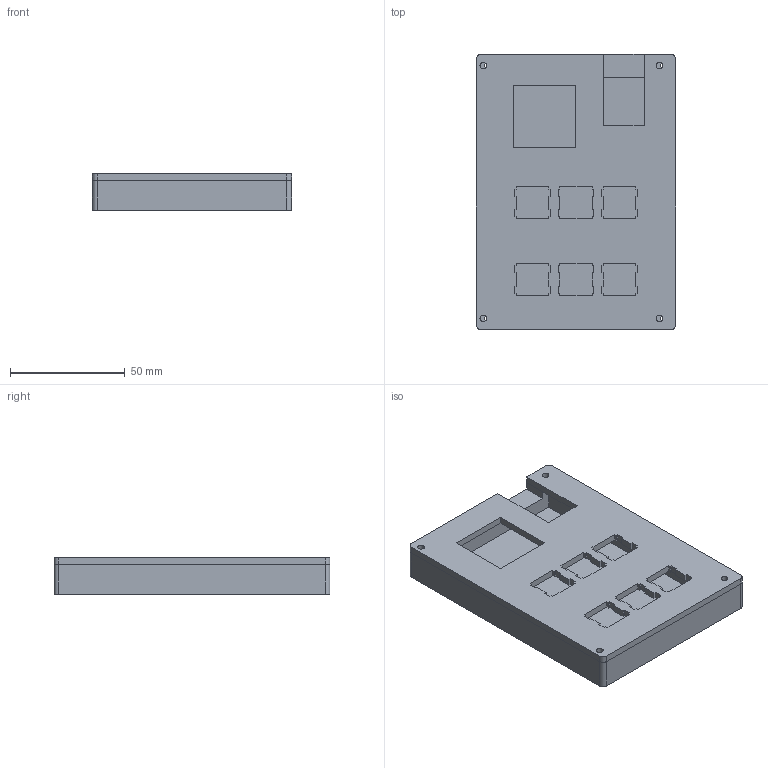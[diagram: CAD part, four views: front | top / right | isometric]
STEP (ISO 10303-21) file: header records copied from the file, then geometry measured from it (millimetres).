
FILE_DESCRIPTION(/* description */ ('STEP AP242','CAx-IF Rec.Pracs.---Representation and Presentation of Product Manufacturing Information (PMI)---4.0---2014-10-13','CAx-IF Rec.Pracs.---3D Tessellated Geometry---0.4---2014-09-14','2;1'),/* implementation_level */ '2;1');
FILE_NAME(/* name */ '6715b0fd4f787e7194e16b86',/* time_stamp */ '2024-10-21T01:40:16Z',/* author */ (''),/* organization */ (''),/* preprocessor_version */ 'ST-DEVELOPER v20',/* originating_system */ ' ',/* authorisation */ ' ');
FILE_SCHEMA (('AP242_MANAGED_MODEL_BASED_3D_ENGINEERING_MIM_LF { 1 0 10303 442 1 1 4 }'));
Length unit declared in the file: metre
Products named in the file (2): Part 1; Part 2
Bounding box: 86.67 x 120 x 16 mm (x, y, z)
Volume: 91045.2 mm3; surface area: 48478.3 mm2
Topology: 2 solids, 2 shells, 164 faces, 484 edges, 324 vertices
Faces by surface type: plane 148, cylinder 16
Full cylindrical faces by diameter (mm): 2.9 x8
Entity records: 5424 total; most frequent: CARTESIAN_POINT 958, ORIENTED_EDGE 944, DIRECTION 836, EDGE_CURVE 472, LINE 440, VECTOR 440, VERTEX_POINT 320, EDGE_LOOP 202
